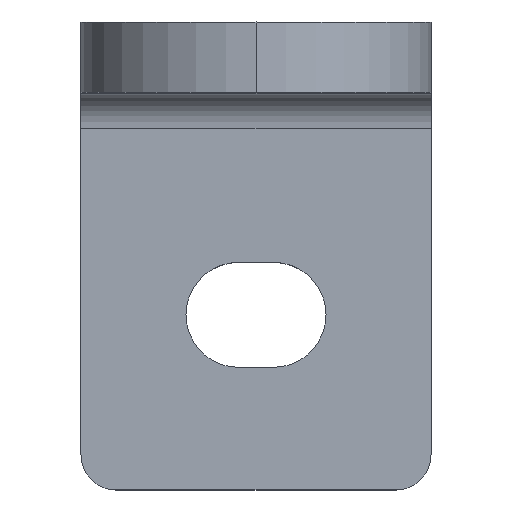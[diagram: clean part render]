
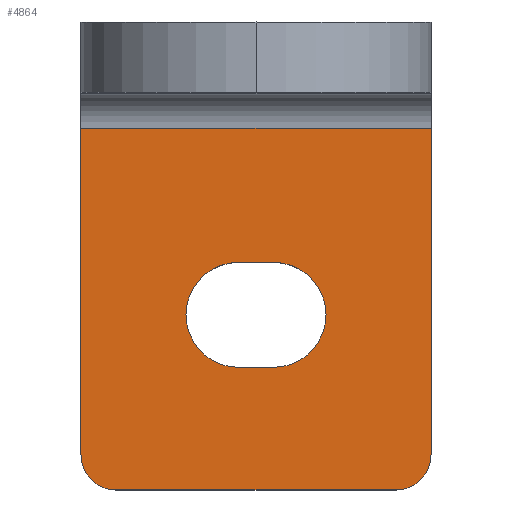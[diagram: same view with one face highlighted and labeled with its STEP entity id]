
A CAD part, top view. The second image highlights one B-rep face of the part: STEP entity #4864.
In plain terms, the highlighted planar face has unit normal (0, 0, 1).
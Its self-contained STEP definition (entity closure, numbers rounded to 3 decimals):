
#219 = ORIENTED_EDGE ( 'NONE', *, *, #2572, .F. ) ;
#223 = EDGE_CURVE ( 'NONE', #10177, #442, #10527, .T. ) ;
#366 = CIRCLE ( 'NONE', #4348, 4.5 ) ;
#430 = ORIENTED_EDGE ( 'NONE', *, *, #10358, .T. ) ;
#442 = VERTEX_POINT ( 'NONE', #8597 ) ;
#446 = EDGE_CURVE ( 'NONE', #11360, #10177, #6546, .T. ) ;
#1506 = FACE_OUTER_BOUND ( 'NONE', #11942, .T. ) ;
#1524 = CIRCLE ( 'NONE', #9663, 4.5 ) ;
#1562 = CARTESIAN_POINT ( 'NONE',  ( -1.5, -0.5, 6. ) ) ;
#1613 = CARTESIAN_POINT ( 'NONE',  ( -15., -17., 6. ) ) ;
#1632 = DIRECTION ( 'NONE',  ( 1., 0., 0. ) ) ;
#1671 = VERTEX_POINT ( 'NONE', #5171 ) ;
#1679 = DIRECTION ( 'NONE',  ( 0., 1., 0. ) ) ;
#1695 = VECTOR ( 'NONE', #6305, 1000. ) ;
#1919 = VECTOR ( 'NONE', #10876, 1000. ) ;
#2139 = LINE ( 'NONE', #8954, #12020 ) ;
#2159 = VECTOR ( 'NONE', #1632, 1000. ) ;
#2293 = CARTESIAN_POINT ( 'NONE',  ( 15., -20., 6. ) ) ;
#2354 = CARTESIAN_POINT ( 'NONE',  ( 1.5, -5., 6. ) ) ;
#2385 = CARTESIAN_POINT ( 'NONE',  ( 1.5, -5., 6. ) ) ;
#2469 = VECTOR ( 'NONE', #1679, 1000. ) ;
#2486 = AXIS2_PLACEMENT_3D ( 'NONE', #6015, #6061, #9957 ) ;
#2572 = EDGE_CURVE ( 'NONE', #9707, #5301, #2139, .T. ) ;
#2775 = EDGE_CURVE ( 'NONE', #442, #6861, #1524, .T. ) ;
#3272 = DIRECTION ( 'NONE',  ( 1., 0., 0. ) ) ;
#3275 = DIRECTION ( 'NONE',  ( 0., 1., 0. ) ) ;
#3405 = CARTESIAN_POINT ( 'NONE',  ( -12., -20., 6. ) ) ;
#3449 = ORIENTED_EDGE ( 'NONE', *, *, #446, .F. ) ;
#3628 = VERTEX_POINT ( 'NONE', #1613 ) ;
#3659 = ORIENTED_EDGE ( 'NONE', *, *, #9121, .F. ) ;
#3758 = DIRECTION ( 'NONE',  ( 0., 0., 1. ) ) ;
#4090 = ORIENTED_EDGE ( 'NONE', *, *, #6948, .T. ) ;
#4168 = DIRECTION ( 'NONE',  ( 0., 0., 1. ) ) ;
#4184 = DIRECTION ( 'NONE',  ( 1., 0., 0. ) ) ;
#4265 = VERTEX_POINT ( 'NONE', #9462 ) ;
#4306 = DIRECTION ( 'NONE',  ( 0., 0., 1. ) ) ;
#4348 = AXIS2_PLACEMENT_3D ( 'NONE', #2385, #4306, #4184 ) ;
#4575 = CARTESIAN_POINT ( 'NONE',  ( 12., -20., 6. ) ) ;
#4681 = CARTESIAN_POINT ( 'NONE',  ( -1.5, -5., 6. ) ) ;
#4717 = VERTEX_POINT ( 'NONE', #10617 ) ;
#4739 = CIRCLE ( 'NONE', #11836, 3. ) ;
#4758 = CARTESIAN_POINT ( 'NONE',  ( -1.5, -9.5, 6. ) ) ;
#4864 = ADVANCED_FACE ( 'NONE', ( #6767, #1506 ), #7954, .T. ) ;
#5171 = CARTESIAN_POINT ( 'NONE',  ( 15., 11., 6. ) ) ;
#5249 = LINE ( 'NONE', #9966, #1919 ) ;
#5301 = VERTEX_POINT ( 'NONE', #3405 ) ;
#5413 = ORIENTED_EDGE ( 'NONE', *, *, #8750, .F. ) ;
#6015 = CARTESIAN_POINT ( 'NONE',  ( 12., -17., 6. ) ) ;
#6061 = DIRECTION ( 'NONE',  ( 0., 0., 1. ) ) ;
#6305 = DIRECTION ( 'NONE',  ( -1., 0., 0. ) ) ;
#6531 = CARTESIAN_POINT ( 'NONE',  ( -15., -20., 6. ) ) ;
#6546 = CIRCLE ( 'NONE', #8529, 4.5 ) ;
#6576 = EDGE_CURVE ( 'NONE', #1671, #4265, #5249, .T. ) ;
#6767 = FACE_BOUND ( 'NONE', #7317, .T. ) ;
#6829 = LINE ( 'NONE', #1562, #1695 ) ;
#6861 = VERTEX_POINT ( 'NONE', #11614 ) ;
#6939 = VERTEX_POINT ( 'NONE', #11741 ) ;
#6948 = EDGE_CURVE ( 'NONE', #6939, #1671, #7626, .T. ) ;
#7146 = DIRECTION ( 'NONE',  ( 0., 0., 1. ) ) ;
#7317 = EDGE_LOOP ( 'NONE', ( #3449, #10768, #3659, #11641, #12232 ) ) ;
#7564 = LINE ( 'NONE', #6531, #2469 ) ;
#7626 = LINE ( 'NONE', #9871, #9712 ) ;
#7864 = CIRCLE ( 'NONE', #2486, 3. ) ;
#7954 = PLANE ( 'NONE',  #10693 ) ;
#8060 = CARTESIAN_POINT ( 'NONE',  ( -1.5, -0.5, 6. ) ) ;
#8193 = DIRECTION ( 'NONE',  ( -1., 0., 0. ) ) ;
#8257 = CARTESIAN_POINT ( 'NONE',  ( -1.5, -9.5, 6. ) ) ;
#8402 = CARTESIAN_POINT ( 'NONE',  ( -12., -17., 6. ) ) ;
#8529 = AXIS2_PLACEMENT_3D ( 'NONE', #4681, #3758, #11446 ) ;
#8597 = CARTESIAN_POINT ( 'NONE',  ( 1.5, -9.5, 6. ) ) ;
#8641 = ORIENTED_EDGE ( 'NONE', *, *, #6576, .T. ) ;
#8750 = EDGE_CURVE ( 'NONE', #3628, #4265, #7564, .T. ) ;
#8954 = CARTESIAN_POINT ( 'NONE',  ( 15., -20., 6. ) ) ;
#8998 = DIRECTION ( 'NONE',  ( 1., 0., 0. ) ) ;
#9121 = EDGE_CURVE ( 'NONE', #6861, #4717, #366, .T. ) ;
#9362 = EDGE_CURVE ( 'NONE', #3628, #5301, #4739, .T. ) ;
#9365 = DIRECTION ( 'NONE',  ( 0., 0., 1. ) ) ;
#9462 = CARTESIAN_POINT ( 'NONE',  ( -15., 11., 6. ) ) ;
#9663 = AXIS2_PLACEMENT_3D ( 'NONE', #2354, #7146, #3272 ) ;
#9707 = VERTEX_POINT ( 'NONE', #4575 ) ;
#9712 = VECTOR ( 'NONE', #3275, 1000. ) ;
#9871 = CARTESIAN_POINT ( 'NONE',  ( 15., -20., 6. ) ) ;
#9957 = DIRECTION ( 'NONE',  ( 1., 0., 0. ) ) ;
#9966 = CARTESIAN_POINT ( 'NONE',  ( 15., 11., 6. ) ) ;
#10177 = VERTEX_POINT ( 'NONE', #4758 ) ;
#10358 = EDGE_CURVE ( 'NONE', #9707, #6939, #7864, .T. ) ;
#10527 = LINE ( 'NONE', #8257, #2159 ) ;
#10617 = CARTESIAN_POINT ( 'NONE',  ( 1.5, -0.5, 6. ) ) ;
#10693 = AXIS2_PLACEMENT_3D ( 'NONE', #2293, #4168, #8998 ) ;
#10768 = ORIENTED_EDGE ( 'NONE', *, *, #10800, .F. ) ;
#10800 = EDGE_CURVE ( 'NONE', #4717, #11360, #6829, .T. ) ;
#10876 = DIRECTION ( 'NONE',  ( -1., 0., 0. ) ) ;
#10928 = ORIENTED_EDGE ( 'NONE', *, *, #9362, .T. ) ;
#11360 = VERTEX_POINT ( 'NONE', #8060 ) ;
#11446 = DIRECTION ( 'NONE',  ( 1., 0., 0. ) ) ;
#11614 = CARTESIAN_POINT ( 'NONE',  ( 6., -5., 6. ) ) ;
#11641 = ORIENTED_EDGE ( 'NONE', *, *, #2775, .F. ) ;
#11741 = CARTESIAN_POINT ( 'NONE',  ( 15., -17., 6. ) ) ;
#11836 = AXIS2_PLACEMENT_3D ( 'NONE', #8402, #9365, #12244 ) ;
#11942 = EDGE_LOOP ( 'NONE', ( #5413, #10928, #219, #430, #4090, #8641 ) ) ;
#12020 = VECTOR ( 'NONE', #8193, 1000. ) ;
#12232 = ORIENTED_EDGE ( 'NONE', *, *, #223, .F. ) ;
#12244 = DIRECTION ( 'NONE',  ( 1., 0., 0. ) ) ;
